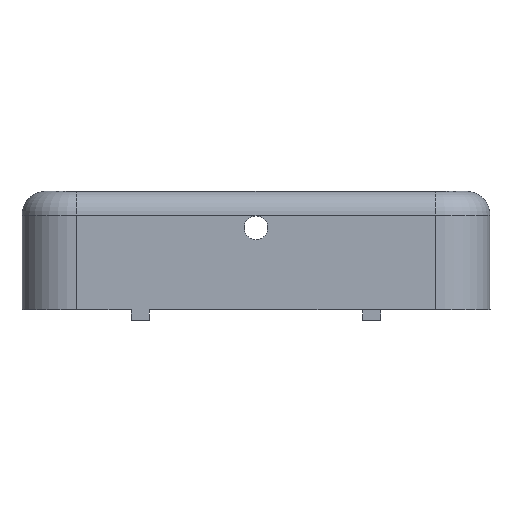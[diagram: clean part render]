
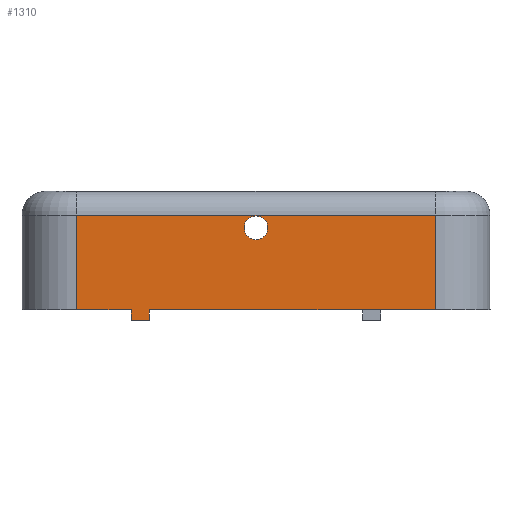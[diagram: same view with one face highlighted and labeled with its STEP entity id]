
A CAD part, front view. The second image highlights one B-rep face of the part: STEP entity #1310.
In plain terms, the highlighted face is planar.
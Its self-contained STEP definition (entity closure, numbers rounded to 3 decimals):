
#35=PLANE('',#1413);
#69=LINE('',#2013,#181);
#79=LINE('',#2051,#191);
#85=LINE('',#2071,#197);
#86=LINE('',#2073,#198);
#87=LINE('',#2075,#199);
#88=LINE('',#2077,#200);
#89=LINE('',#2079,#201);
#90=LINE('',#2080,#202);
#181=VECTOR('',#1577,1000.);
#191=VECTOR('',#1609,1000.);
#197=VECTOR('',#1625,1000.);
#198=VECTOR('',#1626,1000.);
#199=VECTOR('',#1627,1000.);
#200=VECTOR('',#1628,1000.);
#201=VECTOR('',#1629,1000.);
#202=VECTOR('',#1630,1000.);
#324=ORIENTED_EDGE('',*,*,#715,.T.);
#325=ORIENTED_EDGE('',*,*,#689,.T.);
#326=ORIENTED_EDGE('',*,*,#716,.F.);
#327=ORIENTED_EDGE('',*,*,#717,.F.);
#328=ORIENTED_EDGE('',*,*,#718,.T.);
#329=ORIENTED_EDGE('',*,*,#719,.T.);
#330=ORIENTED_EDGE('',*,*,#720,.F.);
#331=ORIENTED_EDGE('',*,*,#707,.F.);
#332=ORIENTED_EDGE('',*,*,#721,.T.);
#689=EDGE_CURVE('',#885,#884,#69,.T.);
#707=EDGE_CURVE('',#902,#903,#79,.T.);
#715=EDGE_CURVE('',#910,#910,#1014,.T.);
#716=EDGE_CURVE('',#911,#884,#85,.T.);
#717=EDGE_CURVE('',#912,#911,#86,.T.);
#718=EDGE_CURVE('',#912,#913,#87,.T.);
#719=EDGE_CURVE('',#913,#914,#88,.T.);
#720=EDGE_CURVE('',#903,#914,#89,.T.);
#721=EDGE_CURVE('',#902,#885,#90,.T.);
#884=VERTEX_POINT('',#2012);
#885=VERTEX_POINT('',#2014);
#902=VERTEX_POINT('',#2052);
#903=VERTEX_POINT('',#2053);
#910=VERTEX_POINT('',#2070);
#911=VERTEX_POINT('',#2072);
#912=VERTEX_POINT('',#2074);
#913=VERTEX_POINT('',#2076);
#914=VERTEX_POINT('',#2078);
#1014=CIRCLE('',#1414,0.65);
#1092=EDGE_LOOP('',(#324));
#1093=EDGE_LOOP('',(#325,#326,#327,#328,#329,#330,#331,#332));
#1182=FACE_BOUND('',#1092,.T.);
#1183=FACE_BOUND('',#1093,.T.);
#1310=ADVANCED_FACE('',(#1182,#1183),#35,.T.);
#1413=AXIS2_PLACEMENT_3D('',#2068,#1621,#1622);
#1414=AXIS2_PLACEMENT_3D('',#2069,#1623,#1624);
#1577=DIRECTION('',(0.,0.,1.));
#1609=DIRECTION('',(0.,0.,1.));
#1621=DIRECTION('',(-1.,0.,0.));
#1622=DIRECTION('',(0.,0.,1.));
#1623=DIRECTION('',(1.,0.,0.));
#1624=DIRECTION('',(0.,1.,0.));
#1625=DIRECTION('',(0.,1.,0.));
#1626=DIRECTION('',(0.,0.,-1.));
#1627=DIRECTION('',(0.,1.,0.));
#1628=DIRECTION('',(0.,0.,1.));
#1629=DIRECTION('',(0.,-1.,0.));
#1630=DIRECTION('',(0.,-1.,0.));
#2012=CARTESIAN_POINT('',(-12.85,-6.5,-6.85));
#2013=CARTESIAN_POINT('',(-12.85,-6.5,-9.85));
#2014=CARTESIAN_POINT('',(-12.85,-6.5,-9.85));
#2051=CARTESIAN_POINT('',(-12.85,-1.3,-9.85));
#2052=CARTESIAN_POINT('',(-12.85,-1.3,-9.85));
#2053=CARTESIAN_POINT('',(-12.85,-1.3,9.85));
#2068=CARTESIAN_POINT('',(-12.85,0.,-9.85));
#2069=CARTESIAN_POINT('',(-12.85,-2.,0.));
#2070=CARTESIAN_POINT('',(-12.85,-1.35,0.));
#2071=CARTESIAN_POINT('',(-12.85,-7.1,-6.85));
#2072=CARTESIAN_POINT('',(-12.85,-7.1,-6.85));
#2073=CARTESIAN_POINT('',(-12.85,-7.1,-5.85));
#2074=CARTESIAN_POINT('',(-12.85,-7.1,-5.85));
#2075=CARTESIAN_POINT('',(-12.85,-7.1,-5.85));
#2076=CARTESIAN_POINT('',(-12.85,-6.5,-5.85));
#2077=CARTESIAN_POINT('',(-12.85,-6.5,-9.85));
#2078=CARTESIAN_POINT('',(-12.85,-6.5,9.85));
#2079=CARTESIAN_POINT('',(-12.85,0.,9.85));
#2080=CARTESIAN_POINT('',(-12.85,0.,-9.85));
